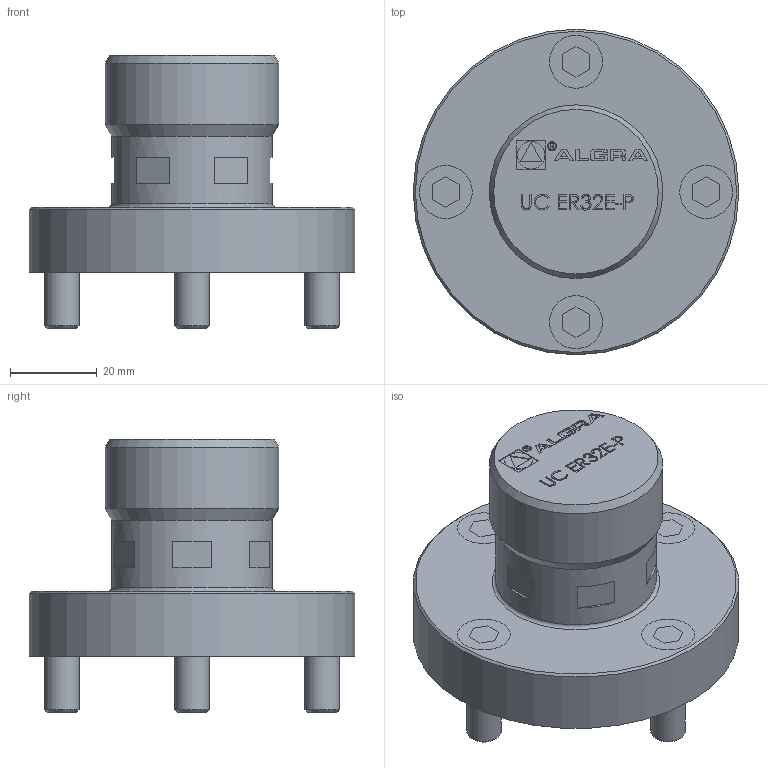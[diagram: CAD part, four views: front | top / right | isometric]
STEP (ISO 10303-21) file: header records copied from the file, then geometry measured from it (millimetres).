
FILE_DESCRIPTION (( 'STEP AP214' ), '1' );
FILE_NAME ('UCER32E-P.STEP', '2023-05-26T13:47:55', ( '' ), ( '' ), 'SwSTEP 2.0', 'SolidWorks 2016', '' );
FILE_SCHEMA (( 'AUTOMOTIVE_DESIGN' ));
Length unit declared in the file: millimetre
Products named in the file (1): UCER32E-P
Bounding box: 75 x 75 x 63 mm (x, y, z)
Volume: 109367.5 mm3; surface area: 17971.4 mm2
Topology: 1 solids, 1 shells, 288 faces, 749 edges, 507 vertices
Faces by surface type: plane 195, bspline 52, cylinder 33, cone 7, torus 1
Full cylindrical faces by diameter (mm): 1.7 x1, 2.1 x1, 6.366 x1, 8 x4, 37 x1, 40 x1, 75 x1
Entity records: 14007 total; most frequent: CARTESIAN_POINT 4702, ORIENTED_EDGE 1448, DIRECTION 1183, EDGE_CURVE 724, LINE 531, VECTOR 531, VERTEX_POINT 501, EDGE_LOOP 351
